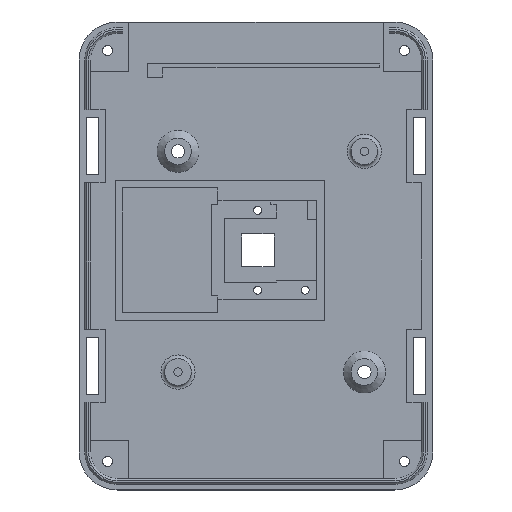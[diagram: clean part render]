
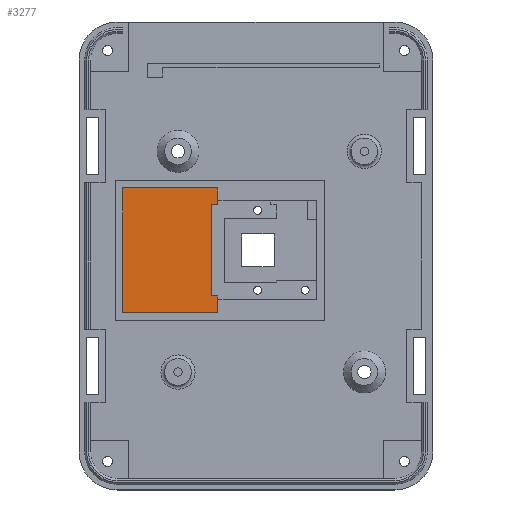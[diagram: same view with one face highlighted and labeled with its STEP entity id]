
A CAD part, top view. The second image highlights one B-rep face of the part: STEP entity #3277.
In plain terms, the highlighted planar face has unit normal (0, 0, 1).
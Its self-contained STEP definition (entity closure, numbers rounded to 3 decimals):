
#142=FACE_OUTER_BOUND('',#354,.T.);
#354=EDGE_LOOP('',(#2337,#2338,#2339,#2340,#2341,#2342,#2343,#2344));
#738=LINE('',#4888,#1122);
#745=LINE('',#4915,#1129);
#746=LINE('',#4919,#1130);
#747=LINE('',#4921,#1131);
#748=LINE('',#4923,#1132);
#749=LINE('',#4924,#1133);
#750=LINE('',#4926,#1134);
#751=LINE('',#4927,#1135);
#1122=VECTOR('',#3895,1000.);
#1129=VECTOR('',#3920,1000.);
#1130=VECTOR('',#3923,1000.);
#1131=VECTOR('',#3924,1000.);
#1132=VECTOR('',#3925,1000.);
#1133=VECTOR('',#3926,1000.);
#1134=VECTOR('',#3927,1000.);
#1135=VECTOR('',#3928,1000.);
#1530=VERTEX_POINT('',#4881);
#1533=VERTEX_POINT('',#4886);
#1544=VERTEX_POINT('',#4913);
#1545=VERTEX_POINT('',#4917);
#1546=VERTEX_POINT('',#4918);
#1547=VERTEX_POINT('',#4920);
#1548=VERTEX_POINT('',#4922);
#1549=VERTEX_POINT('',#4925);
#1852=EDGE_CURVE('',#1533,#1530,#738,.T.);
#1864=EDGE_CURVE('',#1544,#1533,#745,.T.);
#1865=EDGE_CURVE('',#1545,#1546,#746,.T.);
#1866=EDGE_CURVE('',#1547,#1545,#747,.T.);
#1867=EDGE_CURVE('',#1548,#1547,#748,.T.);
#1868=EDGE_CURVE('',#1548,#1530,#749,.T.);
#1869=EDGE_CURVE('',#1544,#1549,#750,.T.);
#1870=EDGE_CURVE('',#1549,#1546,#751,.T.);
#2337=ORIENTED_EDGE('',*,*,#1865,.F.);
#2338=ORIENTED_EDGE('',*,*,#1866,.F.);
#2339=ORIENTED_EDGE('',*,*,#1867,.F.);
#2340=ORIENTED_EDGE('',*,*,#1868,.T.);
#2341=ORIENTED_EDGE('',*,*,#1852,.F.);
#2342=ORIENTED_EDGE('',*,*,#1864,.F.);
#2343=ORIENTED_EDGE('',*,*,#1869,.T.);
#2344=ORIENTED_EDGE('',*,*,#1870,.T.);
#3130=PLANE('',#3508);
#3277=ADVANCED_FACE('',(#142),#3130,.T.);
#3508=AXIS2_PLACEMENT_3D('',#4916,#3921,#3922);
#3895=DIRECTION('',(0.,1.,0.));
#3920=DIRECTION('',(-1.,0.,0.));
#3921=DIRECTION('center_axis',(0.,0.,1.));
#3922=DIRECTION('ref_axis',(1.,0.,0.));
#3923=DIRECTION('',(0.,-1.,0.));
#3924=DIRECTION('',(-1.,0.,0.));
#3925=DIRECTION('',(0.,-1.,0.));
#3926=DIRECTION('',(-1.,0.,0.));
#3927=DIRECTION('',(0.,1.,0.));
#3928=DIRECTION('',(-1.,0.,0.));
#4881=CARTESIAN_POINT('',(-35.5,16.415,1.));
#4886=CARTESIAN_POINT('',(-35.5,-16.415,1.));
#4888=CARTESIAN_POINT('',(-35.5,31.269,1.));
#4913=CARTESIAN_POINT('',(-10.5,-16.415,1.));
#4915=CARTESIAN_POINT('',(-27.69,-16.415,1.));
#4916=CARTESIAN_POINT('Origin',(0.,0.,1.));
#4917=CARTESIAN_POINT('',(-12.1,12.,1.));
#4918=CARTESIAN_POINT('',(-12.1,-12.,1.));
#4919=CARTESIAN_POINT('',(-12.1,-0.75,1.));
#4920=CARTESIAN_POINT('',(-10.5,12.,1.));
#4921=CARTESIAN_POINT('',(-10.052,12.,1.));
#4922=CARTESIAN_POINT('',(-10.5,16.415,1.));
#4923=CARTESIAN_POINT('',(-10.5,-4.364,1.));
#4924=CARTESIAN_POINT('',(-27.69,16.415,1.));
#4925=CARTESIAN_POINT('',(-10.5,-12.,1.));
#4926=CARTESIAN_POINT('',(-10.5,-1.429,1.));
#4927=CARTESIAN_POINT('',(-10.5,-12.,1.));
